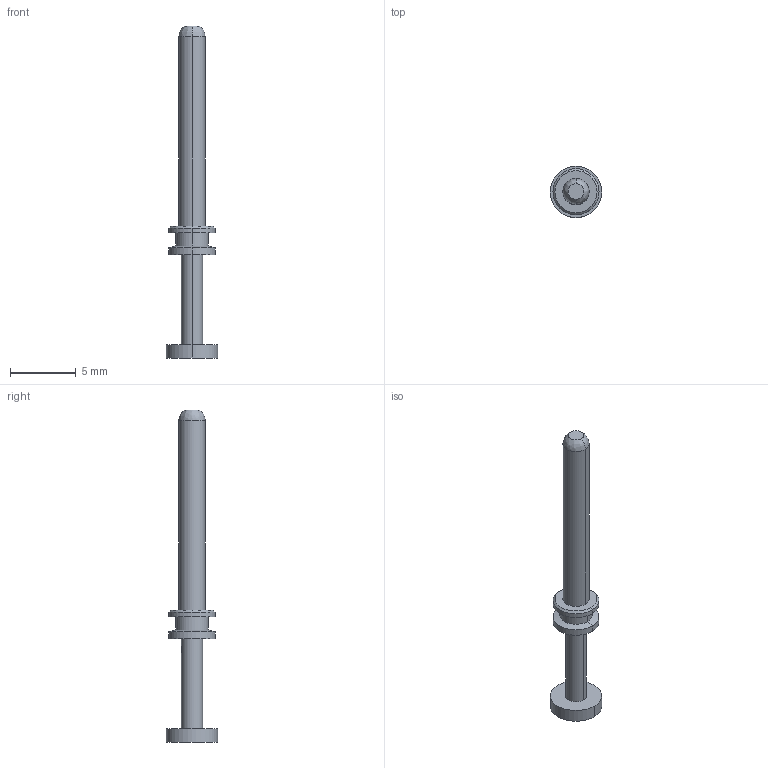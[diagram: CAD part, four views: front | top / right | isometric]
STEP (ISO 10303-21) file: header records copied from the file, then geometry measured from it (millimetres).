
FILE_DESCRIPTION((''),'2;1');
FILE_NAME('SF-7RP2000_1605646','2013-10-31T',('feitelbuss'),(''),'PRO/ENGINEER BY PARAMETRIC TECHNOLOGY CORPORATION, 2012480','PRO/ENGINEER BY PARAMETRIC TECHNOLOGY CORPORATION, 2012480','');
FILE_SCHEMA(('AUTOMOTIVE_DESIGN { 1 0 10303 214 1 1 1 1 }'));
Length unit declared in the file: millimetre
Products named in the file (1): SF-7RP2000_1605646
Bounding box: 3.9 x 3.9 x 25.2 mm (x, y, z)
Volume: 82.8 mm3; surface area: 226.4 mm2
Topology: 1 solids, 1 shells, 34 faces, 72 edges, 41 vertices
Faces by surface type: cylinder 16, cone 8, plane 6, bspline 2, torus 2
Entity records: 1115 total; most frequent: CARTESIAN_POINT 221, DIRECTION 170, ORIENTED_EDGE 140, AXIS2_PLACEMENT_3D 72, EDGE_CURVE 70, VERTEX_POINT 41, CIRCLE 40, EDGE_LOOP 39
